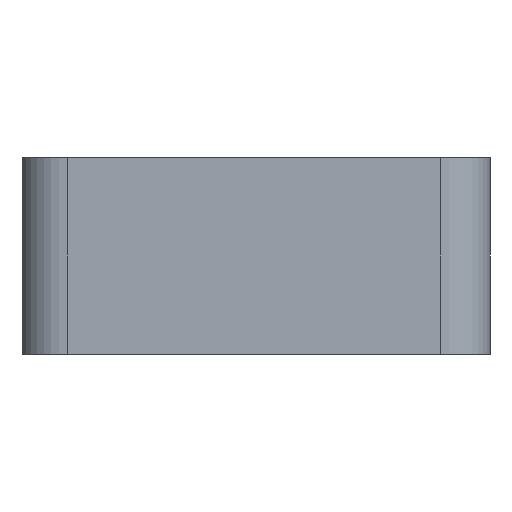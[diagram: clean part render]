
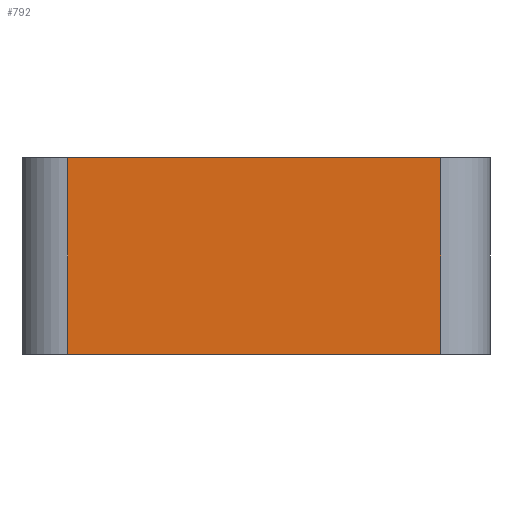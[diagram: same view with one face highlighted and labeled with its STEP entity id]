
A CAD part, front view. The second image highlights one B-rep face of the part: STEP entity #792.
In plain terms, the highlighted planar face has unit normal (0, -1, 0).
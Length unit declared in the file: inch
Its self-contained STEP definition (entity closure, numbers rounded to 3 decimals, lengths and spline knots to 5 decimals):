
#11 = LINE ( 'NONE', #715, #701 ) ;
#40 = VERTEX_POINT ( 'NONE', #313 ) ;
#67 = VECTOR ( 'NONE', #212, 39.37008 ) ;
#212 = DIRECTION ( 'NONE',  ( 0., 0., -1. ) ) ;
#240 = ORIENTED_EDGE ( 'NONE', *, *, #965, .F. ) ;
#268 = CARTESIAN_POINT ( 'NONE',  ( 2.85472, -1.66746, 1. ) ) ;
#313 = CARTESIAN_POINT ( 'NONE',  ( 2.85472, -1.66746, 0. ) ) ;
#354 = CARTESIAN_POINT ( 'NONE',  ( 2.85472, -1.66746, 1. ) ) ;
#496 = CARTESIAN_POINT ( 'NONE',  ( 2.85472, -1.66746, 1. ) ) ;
#508 = PLANE ( 'NONE',  #756 ) ;
#521 = LINE ( 'NONE', #1033, #67 ) ;
#535 = DIRECTION ( 'NONE',  ( 1., 0., 0. ) ) ;
#598 = DIRECTION ( 'NONE',  ( -1., 0., 0. ) ) ;
#699 = VERTEX_POINT ( 'NONE', #1169 ) ;
#701 = VECTOR ( 'NONE', #750, 39.37008 ) ;
#706 = VERTEX_POINT ( 'NONE', #354 ) ;
#715 = CARTESIAN_POINT ( 'NONE',  ( 2.85472, -1.66746, 1. ) ) ;
#718 = FACE_OUTER_BOUND ( 'NONE', #976, .T. ) ;
#750 = DIRECTION ( 'NONE',  ( 0., 0., -1. ) ) ;
#756 = AXIS2_PLACEMENT_3D ( 'NONE', #496, #862, #535 ) ;
#762 = DIRECTION ( 'NONE',  ( -1., 0., 0. ) ) ;
#773 = CARTESIAN_POINT ( 'NONE',  ( 2.85472, -1.66746, 0. ) ) ;
#792 = ADVANCED_FACE ( 'NONE', ( #718 ), #508, .T. ) ;
#798 = VECTOR ( 'NONE', #762, 39.37008 ) ;
#862 = DIRECTION ( 'NONE',  ( 0., -1., 0. ) ) ;
#930 = VERTEX_POINT ( 'NONE', #1263 ) ;
#938 = ORIENTED_EDGE ( 'NONE', *, *, #1010, .F. ) ;
#965 = EDGE_CURVE ( 'NONE', #40, #699, #1129, .T. ) ;
#976 = EDGE_LOOP ( 'NONE', ( #240, #938, #1289, #1108 ) ) ;
#1010 = EDGE_CURVE ( 'NONE', #706, #40, #11, .T. ) ;
#1033 = CARTESIAN_POINT ( 'NONE',  ( 0.95788, -1.66746, 1. ) ) ;
#1108 = ORIENTED_EDGE ( 'NONE', *, *, #1277, .T. ) ;
#1129 = LINE ( 'NONE', #773, #798 ) ;
#1153 = VECTOR ( 'NONE', #598, 39.37008 ) ;
#1169 = CARTESIAN_POINT ( 'NONE',  ( 0.95788, -1.66746, 0. ) ) ;
#1182 = EDGE_CURVE ( 'NONE', #706, #930, #1399, .T. ) ;
#1263 = CARTESIAN_POINT ( 'NONE',  ( 0.95788, -1.66746, 1. ) ) ;
#1277 = EDGE_CURVE ( 'NONE', #930, #699, #521, .T. ) ;
#1289 = ORIENTED_EDGE ( 'NONE', *, *, #1182, .T. ) ;
#1399 = LINE ( 'NONE', #268, #1153 ) ;
